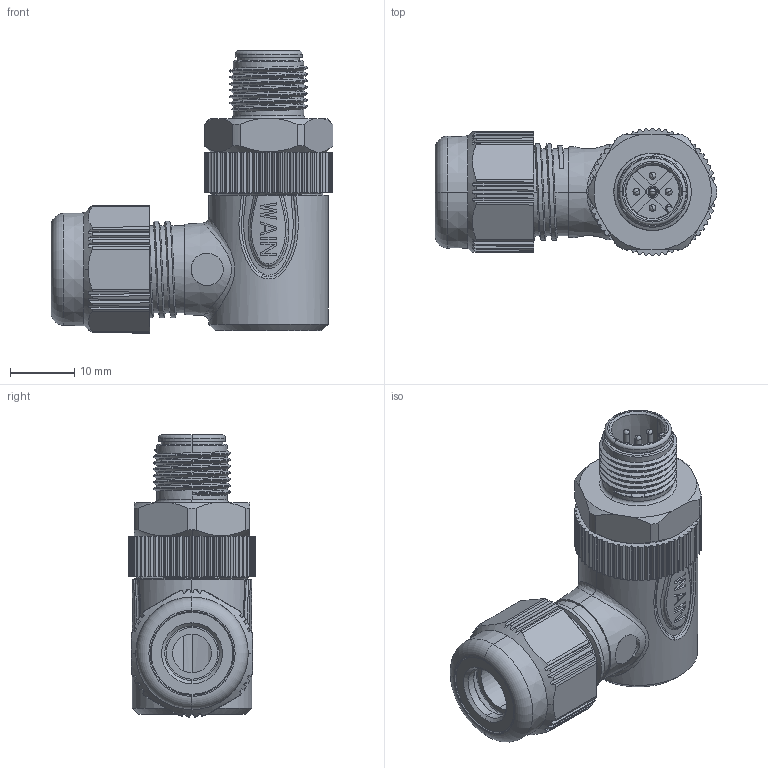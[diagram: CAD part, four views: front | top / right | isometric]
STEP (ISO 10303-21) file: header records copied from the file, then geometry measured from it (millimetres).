
FILE_DESCRIPTION((''),'2;1');
FILE_NAME('M12S-M04A-S-D6-_SW0001','2017-06-29T',('y.wang'),(''),'PRO/ENGINEER BY PARAMETRIC TECHNOLOGY CORPORATION, 2012480','PRO/ENGINEER BY PARAMETRIC TECHNOLOGY CORPORATION, 2012480','');
FILE_SCHEMA(('CONFIG_CONTROL_DESIGN'));
Products named in the file (1): M12S-M04A-S-D6-_SW0001
Bounding box: 43.75 x 19.8 x 43.8 mm (x, y, z)
Volume: 10169.8 mm3; surface area: 13768.8 mm2
Topology: 1 solids, 1 shells, 1481 faces, 4282 edges, 2794 vertices
Faces by surface type: plane 558, cylinder 410, bspline 200, cone 149, torus 98, extrusion 56, sphere 10
Entity records: 92008 total; most frequent: CARTESIAN_POINT 55689, ORIENTED_EDGE 8528, DIRECTION 6266, EDGE_CURVE 4264, VERTEX_POINT 2794, AXIS2_PLACEMENT_3D 2257, VECTOR 1752, LINE 1696
